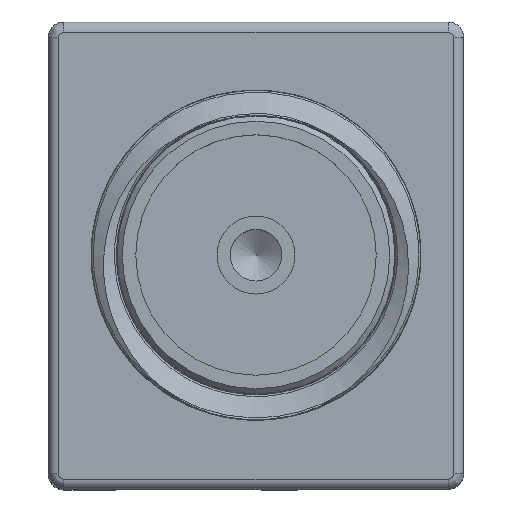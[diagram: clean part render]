
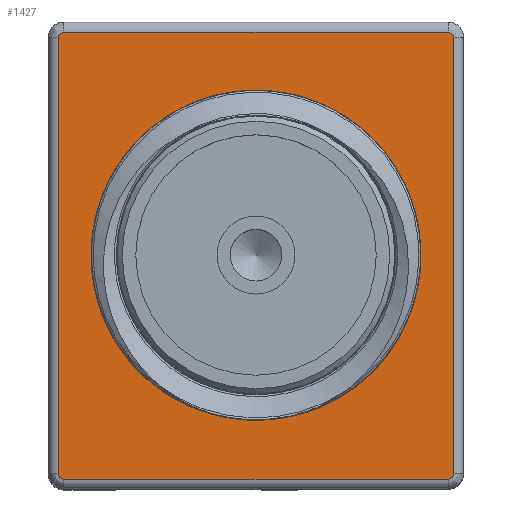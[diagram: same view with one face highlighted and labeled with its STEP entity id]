
A CAD part, top view. The second image highlights one B-rep face of the part: STEP entity #1427.
In plain terms, the highlighted planar face has unit normal (0, 0, 1).
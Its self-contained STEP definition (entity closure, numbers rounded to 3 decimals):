
#118=LINE($,#5185,#213);
#119=LINE($,#5202,#214);
#120=LINE($,#5219,#215);
#121=LINE($,#5235,#216);
#213=VECTOR($,#1913,7.4);
#214=VECTOR($,#1924,8.4);
#215=VECTOR($,#1935,7.4);
#216=VECTOR($,#1944,8.4);
#300=PLANE($,#1578);
#321=FACE_BOUND($,#500,.T.);
#322=FACE_BOUND($,#501,.T.);
#500=EDGE_LOOP($,(#1223));
#501=EDGE_LOOP($,(#1224,#1225,#1226,#1227,#1228,#1229,#1230,#1231));
#573=CIRCLE($,#1556,0.1);
#579=CIRCLE($,#1563,0.1);
#583=CIRCLE($,#1568,0.1);
#587=CIRCLE($,#1573,0.1);
#588=CIRCLE($,#1579,2.775);
#711=VERTEX_POINT($,#5176);
#712=VERTEX_POINT($,#5178);
#713=VERTEX_POINT($,#5183);
#714=VERTEX_POINT($,#5195);
#715=VERTEX_POINT($,#5200);
#716=VERTEX_POINT($,#5212);
#717=VERTEX_POINT($,#5217);
#718=VERTEX_POINT($,#5229);
#720=VERTEX_POINT($,#5243);
#888=EDGE_CURVE($,#711,#712,#573,.T.);
#892=EDGE_CURVE($,#712,#713,#118,.T.);
#895=EDGE_CURVE($,#713,#714,#579,.T.);
#897=EDGE_CURVE($,#714,#715,#119,.T.);
#900=EDGE_CURVE($,#715,#716,#583,.T.);
#902=EDGE_CURVE($,#716,#717,#120,.T.);
#905=EDGE_CURVE($,#717,#718,#587,.T.);
#906=EDGE_CURVE($,#718,#711,#121,.T.);
#910=EDGE_CURVE($,#720,#720,#588,.T.);
#1223=ORIENTED_EDGE($,*,*,#910,.F.);
#1224=ORIENTED_EDGE($,*,*,#888,.F.);
#1225=ORIENTED_EDGE($,*,*,#906,.F.);
#1226=ORIENTED_EDGE($,*,*,#905,.F.);
#1227=ORIENTED_EDGE($,*,*,#902,.F.);
#1228=ORIENTED_EDGE($,*,*,#900,.F.);
#1229=ORIENTED_EDGE($,*,*,#897,.F.);
#1230=ORIENTED_EDGE($,*,*,#895,.F.);
#1231=ORIENTED_EDGE($,*,*,#892,.F.);
#1427=ADVANCED_FACE($,(#321,#322),#300,.T.);
#1556=AXIS2_PLACEMENT_3D($,#5179,#1903,#1904);
#1563=AXIS2_PLACEMENT_3D($,#5198,#1918,#1919);
#1568=AXIS2_PLACEMENT_3D($,#5215,#1929,#1930);
#1573=AXIS2_PLACEMENT_3D($,#5233,#1940,#1941);
#1578=AXIS2_PLACEMENT_3D($,#5242,#1954,#1955);
#1579=AXIS2_PLACEMENT_3D($,#5244,#1956,#1957);
#1903=DIRECTION('center_axis',(0.,0.,-1.));
#1904=DIRECTION('ref_axis',(0.707,-0.707,0.));
#1913=DIRECTION($,(-1.,0.,0.));
#1918=DIRECTION('center_axis',(0.,0.,-1.));
#1919=DIRECTION('ref_axis',(-0.707,-0.707,0.));
#1924=DIRECTION($,(0.,1.,0.));
#1929=DIRECTION('center_axis',(0.,0.,-1.));
#1930=DIRECTION('ref_axis',(-0.707,0.707,0.));
#1935=DIRECTION($,(1.,0.,0.));
#1940=DIRECTION('center_axis',(0.,0.,-1.));
#1941=DIRECTION('ref_axis',(0.707,0.707,0.));
#1944=DIRECTION($,(0.,-1.,0.));
#1954=DIRECTION('center_axis',(0.,0.,1.));
#1955=DIRECTION('ref_axis',(1.,0.,0.));
#1956=DIRECTION('center_axis',(0.,0.,1.));
#1957=DIRECTION('ref_axis',(-1.,0.,0.));
#5176=CARTESIAN_POINT('',(7.8,0.3,1.8));
#5178=CARTESIAN_POINT('',(7.7,0.2,1.8));
#5179=CARTESIAN_POINT('Origin',(7.7,0.3,1.8));
#5183=CARTESIAN_POINT('',(0.3,0.2,1.8));
#5185=CARTESIAN_POINT($,(2.,0.2,1.8));
#5195=CARTESIAN_POINT('',(0.2,0.3,1.8));
#5198=CARTESIAN_POINT('Origin',(0.3,0.3,1.8));
#5200=CARTESIAN_POINT('',(0.2,8.7,1.8));
#5202=CARTESIAN_POINT($,(0.2,6.75,1.8));
#5212=CARTESIAN_POINT('',(0.3,8.8,1.8));
#5215=CARTESIAN_POINT('Origin',(0.3,8.7,1.8));
#5217=CARTESIAN_POINT('',(7.7,8.8,1.8));
#5219=CARTESIAN_POINT($,(6.,8.8,1.8));
#5229=CARTESIAN_POINT('',(7.8,8.7,1.8));
#5233=CARTESIAN_POINT('Origin',(7.7,8.7,1.8));
#5235=CARTESIAN_POINT($,(7.8,2.25,1.8));
#5242=CARTESIAN_POINT('Origin',(4.,4.5,1.8));
#5243=CARTESIAN_POINT('',(6.775,4.5,1.8));
#5244=CARTESIAN_POINT('Origin',(4.,4.5,1.8));
